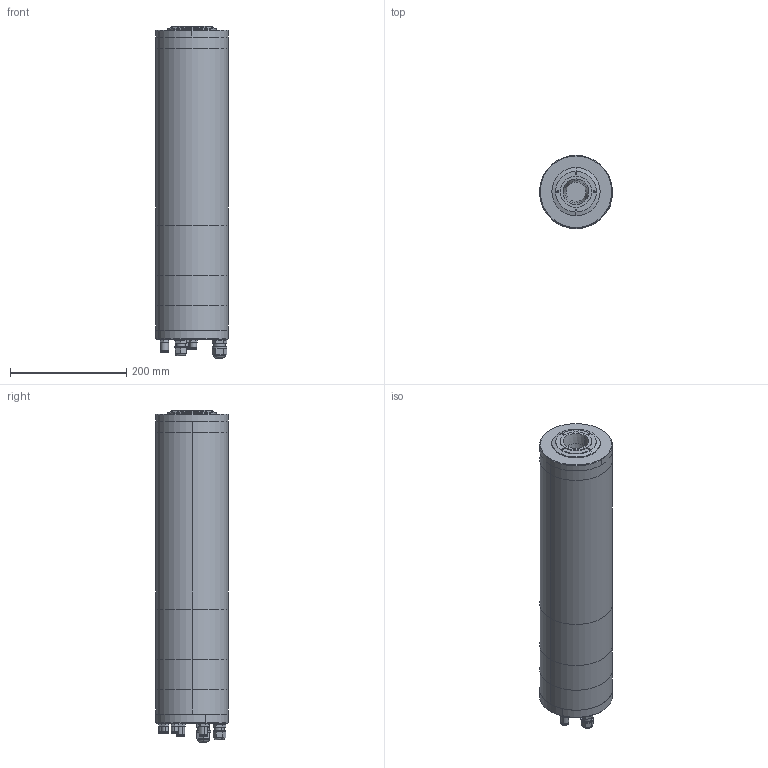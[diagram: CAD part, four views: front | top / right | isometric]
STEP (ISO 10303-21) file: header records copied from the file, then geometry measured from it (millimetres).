
FILE_DESCRIPTION (( 'STEP AP214' ), '1' );
FILE_NAME ('GDL125-40-12Z-7.5-6P.STEP', '2021-05-21T05:05:47', ( '萇齟' ), ( '' ), 'SwSTEP 2.0', 'SolidWorks 2018', '' );
FILE_SCHEMA (( 'AUTOMOTIVE_DESIGN' ));
Length unit declared in the file: millimetre
Products named in the file (13): GDL125-40-12Z-12-4P儂褲; GDL125-40-12Z-12-4P气缸1; GDL125綴裔; GDL125-40-12Z-12-4P气缸2; GDL125-40-12Z-12-4P粣創釱; GDL125-40-12Z-12-4P前螺母; 籵蚚M10阨郲; GDL125-40-12Z-12-4P气缸3; 萇埭羲壽M16; GDL125-40-12Z-7.5-6P; 陓瘍羲壽M12; gdl125-30-18z-7.5-4P气缸4; 籵蚚M10ァ郲
Assembly tree (15 placements, depth 3):
  GDL125-40-12Z-7.5-6P
    GDL125-40-12Z-12-4P儂褲
    GDL125-40-12Z-12-4P前螺母
    GDL125-40-12Z-12-4P粣創釱
    GDL125-40-12Z-12-4P气缸1
    GDL125-40-12Z-12-4P气缸2
    GDL125-40-12Z-12-4P气缸3
    GDL125綴裔
      gdl125-30-18z-7.5-4P气缸4
      萇埭羲壽M16
      籵蚚M10ァ郲  x3
      籵蚚M10阨郲  x2
      陓瘍羲壽M12
Bounding box: 125 x 125 x 570.47 mm (x, y, z)
Volume: 6518979.7 mm3; surface area: 405628.1 mm2
Topology: 14 solids, 14 shells, 318 faces, 698 edges, 433 vertices
Faces by surface type: plane 146, cylinder 136, cone 32, torus 4
Entity records: 7882 total; most frequent: CARTESIAN_POINT 1348, DIRECTION 1328, ORIENTED_EDGE 1080, EDGE_CURVE 540, AXIS2_PLACEMENT_3D 525, VERTEX_POINT 337, EDGE_LOOP 305, VECTOR 278
